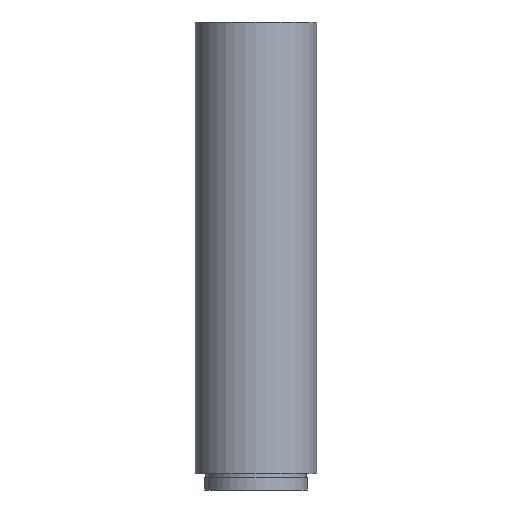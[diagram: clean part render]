
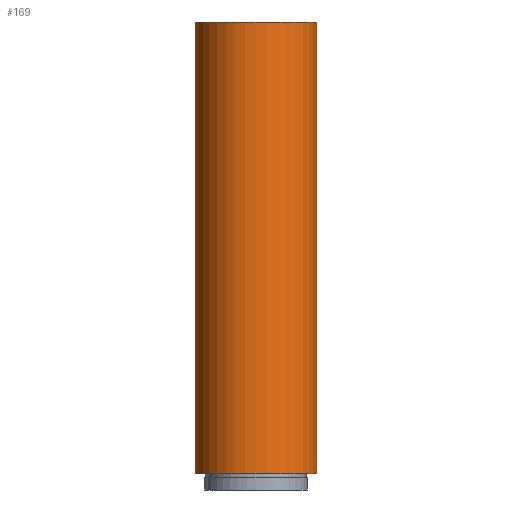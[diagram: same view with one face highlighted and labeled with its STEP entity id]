
A CAD part, left-side view. The second image highlights one B-rep face of the part: STEP entity #169.
In plain terms, the highlighted cylindrical face has radius 15 mm (diameter 30 mm), a partial arc.
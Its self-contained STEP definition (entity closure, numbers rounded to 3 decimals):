
#140 = EDGE_CURVE ( 'NONE', #155, #162, #377, .T. ) ;
#154 = VERTEX_POINT ( 'NONE', #421 ) ;
#155 = VERTEX_POINT ( 'NONE', #422 ) ;
#162 = VERTEX_POINT ( 'NONE', #430 ) ;
#169 = ADVANCED_FACE ( 'NONE', ( #391 ), #392, .T. ) ;
#170 = EDGE_LOOP ( 'NONE', ( #171, #172, #173, #185 ) ) ;
#171 = ORIENTED_EDGE ( 'NONE', *, *, #140, .F. ) ;
#172 = ORIENTED_EDGE ( 'NONE', *, *, #182, .T. ) ;
#173 = ORIENTED_EDGE ( 'NONE', *, *, #190, .T. ) ;
#182 = EDGE_CURVE ( 'NONE', #155, #154, #410, .T. ) ;
#185 = ORIENTED_EDGE ( 'NONE', *, *, #228, .F. ) ;
#188 = VERTEX_POINT ( 'NONE', #437 ) ;
#190 = EDGE_CURVE ( 'NONE', #154, #188, #442, .T. ) ;
#228 = EDGE_CURVE ( 'NONE', #162, #188, #484, .T. ) ;
#374 = DIRECTION ( 'NONE',  ( 0., 0., -1. ) ) ;
#375 = VECTOR ( 'NONE', #374, 1000. ) ;
#376 = CARTESIAN_POINT ( 'NONE',  ( 0., -15., 0. ) ) ;
#377 = LINE ( 'NONE', #376, #375 ) ;
#391 = FACE_OUTER_BOUND ( 'NONE', #170, .T. ) ;
#392 = CYLINDRICAL_SURFACE ( 'NONE', #398, 15. ) ;
#395 = DIRECTION ( 'NONE',  ( 0., 1., 0. ) ) ;
#396 = DIRECTION ( 'NONE',  ( 0., 0., -1. ) ) ;
#397 = CARTESIAN_POINT ( 'NONE',  ( 0., 0., 0. ) ) ;
#398 = AXIS2_PLACEMENT_3D ( 'NONE', #397, #396, #395 ) ;
#399 = AXIS2_PLACEMENT_3D ( 'NONE', #404, #403, #402 ) ;
#402 = DIRECTION ( 'NONE',  ( 0., 1., 0. ) ) ;
#403 = DIRECTION ( 'NONE',  ( 0., 0., -1. ) ) ;
#404 = CARTESIAN_POINT ( 'NONE',  ( 0., 0., 0. ) ) ;
#410 = CIRCLE ( 'NONE', #399, 15. ) ;
#421 = CARTESIAN_POINT ( 'NONE',  ( 0., 15., 0. ) ) ;
#422 = CARTESIAN_POINT ( 'NONE',  ( 0., -15., 0. ) ) ;
#430 = CARTESIAN_POINT ( 'NONE',  ( 0., -15., -111.5 ) ) ;
#437 = CARTESIAN_POINT ( 'NONE',  ( 0., 15., -111.5 ) ) ;
#439 = DIRECTION ( 'NONE',  ( 0., 0., -1. ) ) ;
#440 = VECTOR ( 'NONE', #439, 1000. ) ;
#441 = CARTESIAN_POINT ( 'NONE',  ( 0., 15., 0. ) ) ;
#442 = LINE ( 'NONE', #441, #440 ) ;
#467 = DIRECTION ( 'NONE',  ( 0., 1., 0. ) ) ;
#468 = DIRECTION ( 'NONE',  ( 0., 0., -1. ) ) ;
#472 = CARTESIAN_POINT ( 'NONE',  ( 0., 0., -111.5 ) ) ;
#483 = AXIS2_PLACEMENT_3D ( 'NONE', #472, #468, #467 ) ;
#484 = CIRCLE ( 'NONE', #483, 15. ) ;
